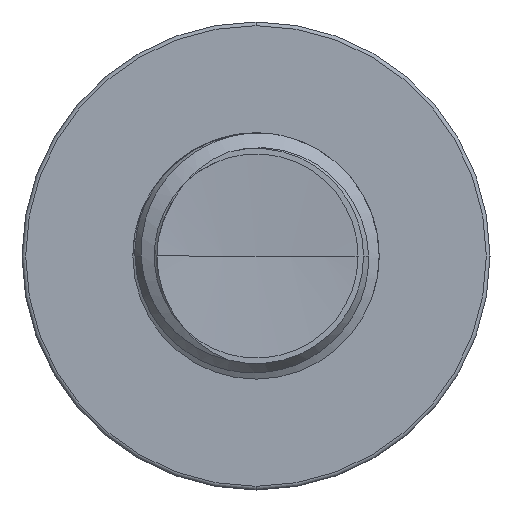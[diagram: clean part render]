
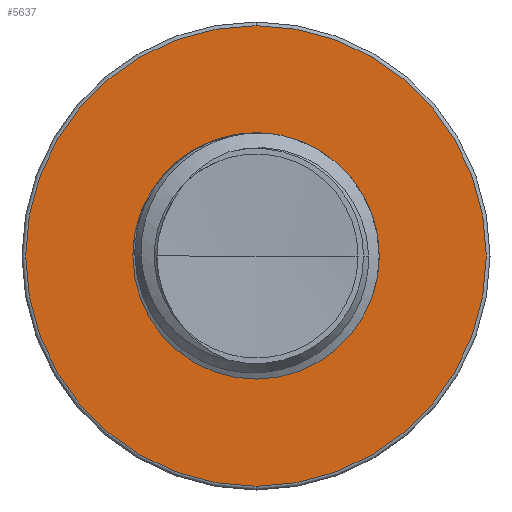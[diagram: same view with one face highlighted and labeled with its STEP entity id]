
A CAD part, front view. The second image highlights one B-rep face of the part: STEP entity #5637.
In plain terms, the highlighted planar face has unit normal (0, -1, 0).
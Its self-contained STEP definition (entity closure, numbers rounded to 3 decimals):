
#287 = EDGE_CURVE ( 'NONE', #12593, #1708, #476, .T. ) ;
#353 = VERTEX_POINT ( 'NONE', #7043 ) ;
#476 = CIRCLE ( 'NONE', #4308, 2.438 ) ;
#533 = EDGE_CURVE ( 'NONE', #12754, #353, #1479, .T. ) ;
#1118 = CARTESIAN_POINT ( 'NONE',  ( 0., 4., -4.675 ) ) ;
#1479 = CIRCLE ( 'NONE', #2229, 4.675 ) ;
#1542 = CARTESIAN_POINT ( 'NONE',  ( 0., 4., 2.438 ) ) ;
#1708 = VERTEX_POINT ( 'NONE', #7091 ) ;
#1831 = FACE_OUTER_BOUND ( 'NONE', #5879, .T. ) ;
#2229 = AXIS2_PLACEMENT_3D ( 'NONE', #4208, #4207, #4192 ) ;
#2284 = ORIENTED_EDGE ( 'NONE', *, *, #2296, .F. ) ;
#2296 = EDGE_CURVE ( 'NONE', #1708, #12593, #12636, .T. ) ;
#2348 = EDGE_CURVE ( 'NONE', #353, #12754, #7064, .T. ) ;
#2944 = DIRECTION ( 'NONE',  ( 0., 0., -1. ) ) ;
#2963 = CARTESIAN_POINT ( 'NONE',  ( 0., 4., 2.438 ) ) ;
#2986 = PLANE ( 'NONE',  #10964 ) ;
#3068 = DIRECTION ( 'NONE',  ( 0., -1., 0. ) ) ;
#4192 = DIRECTION ( 'NONE',  ( 0., 0., -1. ) ) ;
#4207 = DIRECTION ( 'NONE',  ( 0., -1., 0. ) ) ;
#4208 = CARTESIAN_POINT ( 'NONE',  ( 0., 4., 0. ) ) ;
#4308 = AXIS2_PLACEMENT_3D ( 'NONE', #7352, #7338, #7336 ) ;
#4646 = EDGE_LOOP ( 'NONE', ( #2284, #5417 ) ) ;
#5417 = ORIENTED_EDGE ( 'NONE', *, *, #287, .F. ) ;
#5637 = ADVANCED_FACE ( 'NONE', ( #1831, #7642 ), #2986, .T. ) ;
#5879 = EDGE_LOOP ( 'NONE', ( #11122, #13002 ) ) ;
#7043 = CARTESIAN_POINT ( 'NONE',  ( 0., 4., 4.675 ) ) ;
#7064 = CIRCLE ( 'NONE', #8939, 4.675 ) ;
#7091 = CARTESIAN_POINT ( 'NONE',  ( 0., 4., -2.438 ) ) ;
#7336 = DIRECTION ( 'NONE',  ( 0., 0., -1. ) ) ;
#7338 = DIRECTION ( 'NONE',  ( 0., -1., 0. ) ) ;
#7352 = CARTESIAN_POINT ( 'NONE',  ( 0., 4., 0. ) ) ;
#7503 = AXIS2_PLACEMENT_3D ( 'NONE', #12545, #12536, #12533 ) ;
#7642 = FACE_BOUND ( 'NONE', #4646, .T. ) ;
#8939 = AXIS2_PLACEMENT_3D ( 'NONE', #12408, #12395, #12388 ) ;
#10964 = AXIS2_PLACEMENT_3D ( 'NONE', #2963, #3068, #2944 ) ;
#11122 = ORIENTED_EDGE ( 'NONE', *, *, #533, .T. ) ;
#12388 = DIRECTION ( 'NONE',  ( 0., 0., -1. ) ) ;
#12395 = DIRECTION ( 'NONE',  ( 0., -1., 0. ) ) ;
#12408 = CARTESIAN_POINT ( 'NONE',  ( 0., 4., 0. ) ) ;
#12533 = DIRECTION ( 'NONE',  ( 0., 0., -1. ) ) ;
#12536 = DIRECTION ( 'NONE',  ( 0., -1., 0. ) ) ;
#12545 = CARTESIAN_POINT ( 'NONE',  ( 0., 4., 0. ) ) ;
#12593 = VERTEX_POINT ( 'NONE', #1542 ) ;
#12636 = CIRCLE ( 'NONE', #7503, 2.438 ) ;
#12754 = VERTEX_POINT ( 'NONE', #1118 ) ;
#13002 = ORIENTED_EDGE ( 'NONE', *, *, #2348, .T. ) ;
